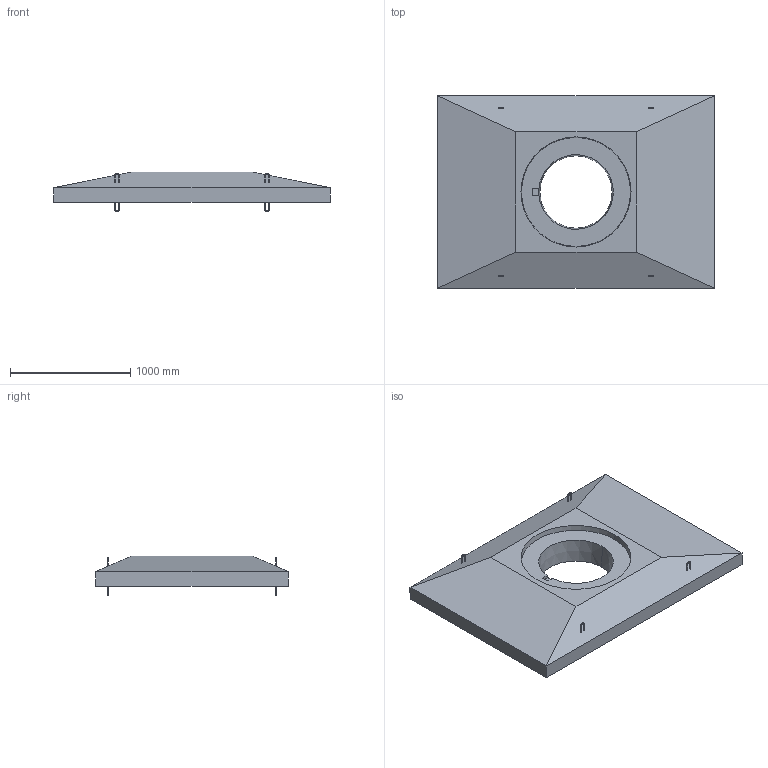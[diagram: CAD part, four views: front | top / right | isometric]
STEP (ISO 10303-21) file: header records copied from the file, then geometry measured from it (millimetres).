
FILE_DESCRIPTION (( 'STEP AP203' ), '1' );
FILE_NAME ('ÆÁÈ.27.10 Îïîðíàÿ ïëèòà ÎÏ-1-80_áåòîí.STEP', '2021-10-27T06:23:52', ( '' ), ( '' ), 'SwSTEP 2.0', 'SolidWorks 2018', '' );
FILE_SCHEMA (( 'CONFIG_CONTROL_DESIGN' ));
Length unit declared in the file: millimetre
Products named in the file (1): ÆÁÈ.27.10 Îïîðíàÿ ïëèòà ÎÏ-1-80_áåòîí
Bounding box: 2300 x 1600 x 330 mm (x, y, z)
Volume: 639723757 mm3; surface area: 8378283.8 mm2
Topology: 1 solids, 1 shells, 77 faces, 178 edges, 104 vertices
Faces by surface type: cylinder 32, torus 24, plane 17, cone 4
Entity records: 2301 total; most frequent: CARTESIAN_POINT 430, DIRECTION 406, ORIENTED_EDGE 356, EDGE_CURVE 178, AXIS2_PLACEMENT_3D 168, VERTEX_POINT 104, EDGE_LOOP 96, CIRCLE 90
